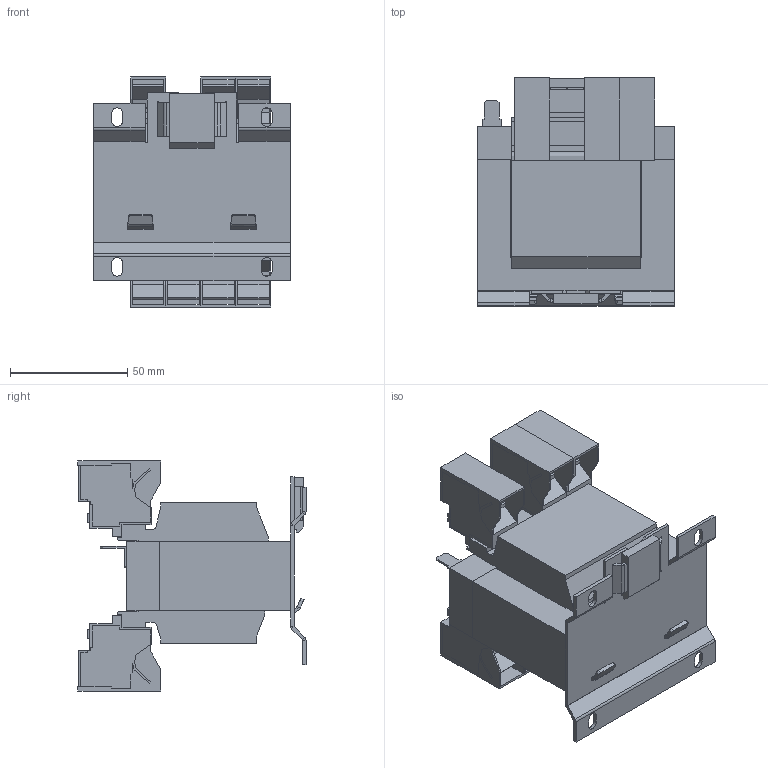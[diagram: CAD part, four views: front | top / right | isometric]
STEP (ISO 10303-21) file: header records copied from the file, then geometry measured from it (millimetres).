
FILE_DESCRIPTION (( 'STEP AP214' ), '1' );
FILE_NAME ('185439.STEP', '2023-07-07T08:57:01', ( '' ), ( '' ), 'SwSTEP 2.0', 'SolidWorks 2018', '' );
FILE_SCHEMA (( 'AUTOMOTIVE_DESIGN' ));
Length unit declared in the file: millimetre
Products named in the file (1): 185439
Bounding box: 84.05 x 97.47 x 98.3 mm (x, y, z)
Volume: 345582.8 mm3; surface area: 78233.6 mm2
Topology: 1 solids, 1 shells, 705 faces, 2004 edges, 1316 vertices
Faces by surface type: plane 593, cylinder 100, bspline 12
Entity records: 22904 total; most frequent: CARTESIAN_POINT 4446, ORIENTED_EDGE 4008, DIRECTION 3544, EDGE_CURVE 2004, VECTOR 1796, LINE 1796, VERTEX_POINT 1316, AXIS2_PLACEMENT_3D 874
